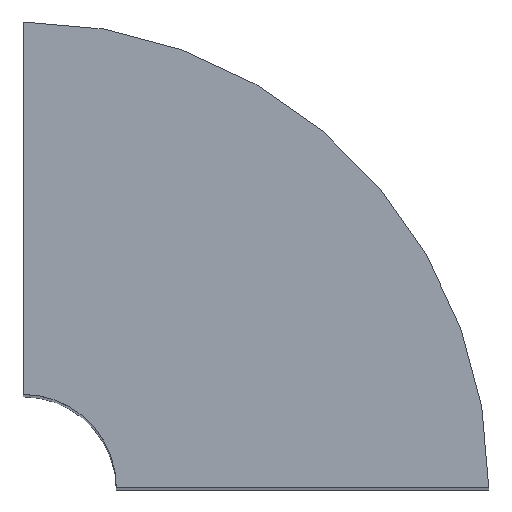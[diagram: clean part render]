
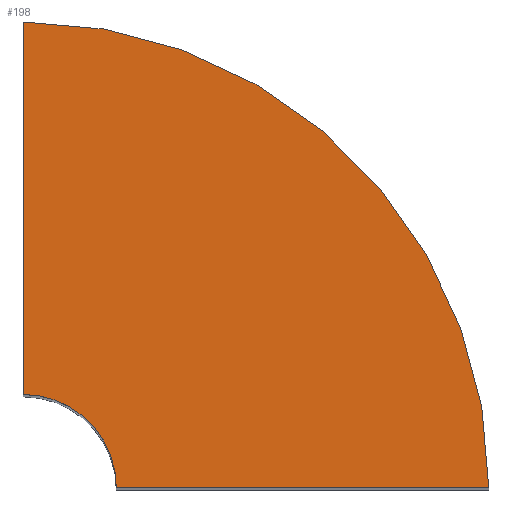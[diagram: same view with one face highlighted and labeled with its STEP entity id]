
A CAD part, top view. The second image highlights one B-rep face of the part: STEP entity #198.
In plain terms, the highlighted planar face has unit normal (0, 0, 1).
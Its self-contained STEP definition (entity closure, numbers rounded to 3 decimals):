
#31=CIRCLE('',#237,2.);
#33=CIRCLE('',#240,10.);
#46=FACE_OUTER_BOUND('',#58,.T.);
#58=EDGE_LOOP('',(#151,#152,#153,#154));
#67=LINE('',#331,#83);
#71=LINE('',#340,#87);
#83=VECTOR('',#264,10.);
#87=VECTOR('',#270,10.);
#99=VERTEX_POINT('',#329);
#100=VERTEX_POINT('',#330);
#103=VERTEX_POINT('',#338);
#104=VERTEX_POINT('',#339);
#115=EDGE_CURVE('',#99,#100,#67,.T.);
#119=EDGE_CURVE('',#103,#104,#71,.T.);
#123=EDGE_CURVE('',#99,#104,#31,.T.);
#125=EDGE_CURVE('',#103,#100,#33,.T.);
#151=ORIENTED_EDGE('',*,*,#119,.F.);
#152=ORIENTED_EDGE('',*,*,#125,.T.);
#153=ORIENTED_EDGE('',*,*,#115,.F.);
#154=ORIENTED_EDGE('',*,*,#123,.T.);
#189=PLANE('',#239);
#198=ADVANCED_FACE('',(#46),#189,.T.);
#237=AXIS2_PLACEMENT_3D('',#347,#276,#277);
#239=AXIS2_PLACEMENT_3D('',#349,#280,#281);
#240=AXIS2_PLACEMENT_3D('',#350,#282,#283);
#264=DIRECTION('',(0.,1.,0.));
#270=DIRECTION('',(-1.,0.,0.));
#276=DIRECTION('center_axis',(0.,0.,-1.));
#277=DIRECTION('ref_axis',(1.,0.,0.));
#280=DIRECTION('center_axis',(0.,0.,1.));
#281=DIRECTION('ref_axis',(1.,0.,0.));
#282=DIRECTION('center_axis',(0.,0.,1.));
#283=DIRECTION('ref_axis',(1.,0.,0.));
#329=CARTESIAN_POINT('',(0.,2.,0.519));
#330=CARTESIAN_POINT('',(0.,10.,0.519));
#331=CARTESIAN_POINT('',(0.,1.,0.519));
#338=CARTESIAN_POINT('',(10.,0.,0.519));
#339=CARTESIAN_POINT('',(2.,0.,0.519));
#340=CARTESIAN_POINT('',(5.,0.,0.519));
#347=CARTESIAN_POINT('Origin',(0.,0.,0.519));
#349=CARTESIAN_POINT('Origin',(0.,0.,0.519));
#350=CARTESIAN_POINT('Origin',(0.,0.,0.519));
